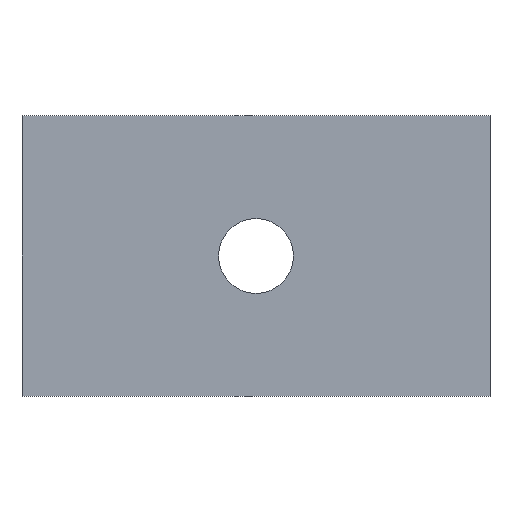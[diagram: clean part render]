
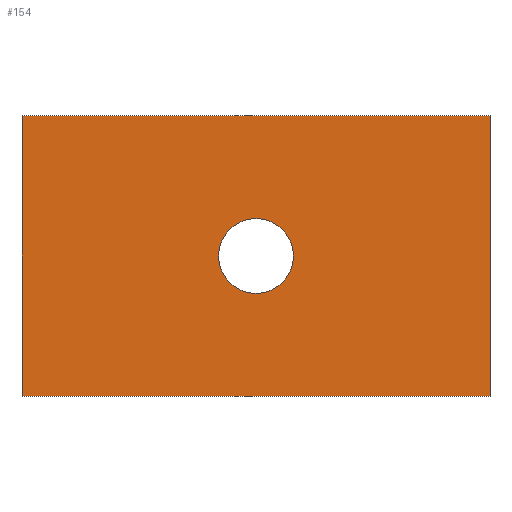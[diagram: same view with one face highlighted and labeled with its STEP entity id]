
A CAD part, front view. The second image highlights one B-rep face of the part: STEP entity #154.
In plain terms, the highlighted planar face has unit normal (0, -1, 0).
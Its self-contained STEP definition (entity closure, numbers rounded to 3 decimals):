
#17=FACE_BOUND('',#45,.T.);
#24=PLANE('',#181);
#33=FACE_OUTER_BOUND('',#44,.T.);
#44=EDGE_LOOP('',(#139,#140,#141,#142));
#45=EDGE_LOOP('',(#143));
#48=LINE('',#241,#62);
#52=LINE('',#249,#66);
#55=LINE('',#255,#69);
#58=LINE('',#260,#72);
#62=VECTOR('',#202,10.);
#66=VECTOR('',#208,10.);
#69=VECTOR('',#213,10.);
#72=VECTOR('',#218,10.);
#75=CIRCLE('',#171,4.);
#79=VERTEX_POINT('',#228);
#82=VERTEX_POINT('',#239);
#83=VERTEX_POINT('',#240);
#86=VERTEX_POINT('',#248);
#88=VERTEX_POINT('',#254);
#92=EDGE_CURVE('',#79,#79,#75,.T.);
#96=EDGE_CURVE('',#82,#83,#48,.T.);
#100=EDGE_CURVE('',#86,#82,#52,.T.);
#103=EDGE_CURVE('',#88,#86,#55,.T.);
#106=EDGE_CURVE('',#83,#88,#58,.T.);
#139=ORIENTED_EDGE('',*,*,#106,.F.);
#140=ORIENTED_EDGE('',*,*,#96,.F.);
#141=ORIENTED_EDGE('',*,*,#100,.F.);
#142=ORIENTED_EDGE('',*,*,#103,.F.);
#143=ORIENTED_EDGE('',*,*,#92,.T.);
#154=ADVANCED_FACE('',(#33,#17),#24,.F.);
#171=AXIS2_PLACEMENT_3D('',#230,#189,#190);
#181=AXIS2_PLACEMENT_3D('',#263,#222,#223);
#189=DIRECTION('center_axis',(0.,1.,0.));
#190=DIRECTION('ref_axis',(-1.,0.,0.));
#202=DIRECTION('',(-1.,0.,0.));
#208=DIRECTION('',(0.,0.,-1.));
#213=DIRECTION('',(1.,0.,0.));
#218=DIRECTION('',(0.,0.,1.));
#222=DIRECTION('center_axis',(0.,1.,0.));
#223=DIRECTION('ref_axis',(1.,0.,0.));
#228=CARTESIAN_POINT('',(29.,0.,-15.));
#230=CARTESIAN_POINT('Origin',(25.,0.,-15.));
#239=CARTESIAN_POINT('',(50.,0.,-30.));
#240=CARTESIAN_POINT('',(0.,0.,-30.));
#241=CARTESIAN_POINT('',(50.,0.,-30.));
#248=CARTESIAN_POINT('',(50.,0.,0.));
#249=CARTESIAN_POINT('',(50.,0.,0.));
#254=CARTESIAN_POINT('',(0.,0.,0.));
#255=CARTESIAN_POINT('',(0.,0.,0.));
#260=CARTESIAN_POINT('',(0.,0.,-30.));
#263=CARTESIAN_POINT('Origin',(25.,0.,-15.));
